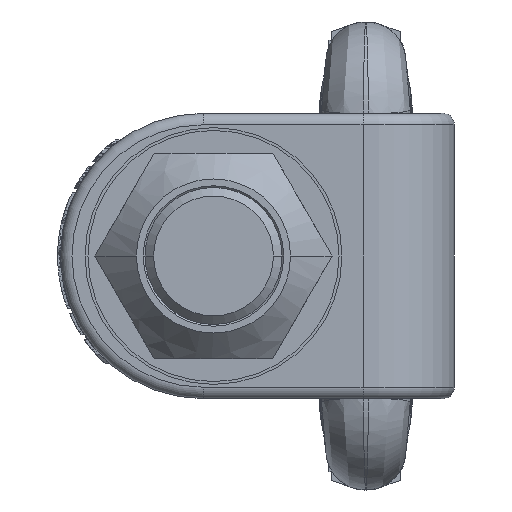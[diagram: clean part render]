
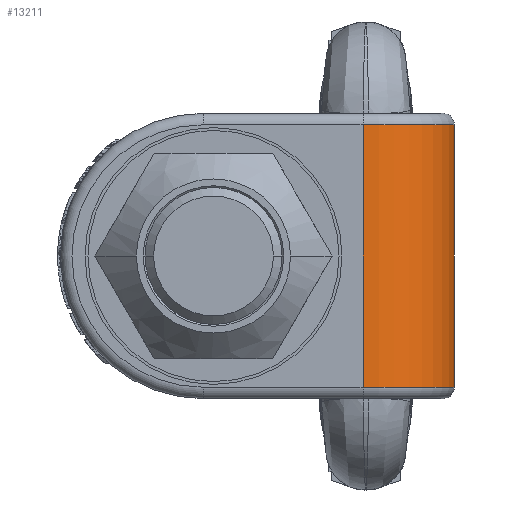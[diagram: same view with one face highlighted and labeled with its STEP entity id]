
A CAD part, front view. The second image highlights one B-rep face of the part: STEP entity #13211.
In plain terms, the highlighted cylindrical face has radius 16 mm (diameter 32 mm), a partial arc.
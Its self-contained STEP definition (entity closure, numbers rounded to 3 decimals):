
#6=DIRECTION('',(0.,0.,1.));
#7=VECTOR('',#6,46.);
#8=CARTESIAN_POINT('',(-18.,0.,-23.));
#9=LINE('',#8,#7);
#180=DIRECTION('',(0.,0.,-1.));
#181=VECTOR('',#180,46.);
#182=CARTESIAN_POINT('',(-18.,32.,23.));
#183=LINE('',#182,#181);
#5201=CARTESIAN_POINT('',(-18.,16.,23.));
#5202=DIRECTION('',(0.,0.,-1.));
#5203=DIRECTION('',(0.,1.,0.));
#5204=AXIS2_PLACEMENT_3D('',#5201,#5202,#5203);
#5206=CARTESIAN_POINT('',(-18.,16.,-23.));
#5207=DIRECTION('',(0.,0.,1.));
#5208=DIRECTION('',(0.,-1.,0.));
#5209=AXIS2_PLACEMENT_3D('',#5206,#5207,#5208);
#5368=CARTESIAN_POINT('',(-18.,32.,23.));
#5370=VERTEX_POINT('',#5368);
#5375=CARTESIAN_POINT('',(-18.,0.,23.));
#5376=VERTEX_POINT('',#5375);
#5387=CARTESIAN_POINT('',(-18.,0.,-23.));
#5388=VERTEX_POINT('',#5387);
#5391=CARTESIAN_POINT('',(-18.,32.,-23.));
#5392=VERTEX_POINT('',#5391);
#13200=CARTESIAN_POINT('',(-18.,16.,90.18));
#13201=DIRECTION('',(0.,0.,-1.));
#13202=DIRECTION('',(0.,1.,0.));
#13203=AXIS2_PLACEMENT_3D('',#13200,#13201,#13202);
#13204=CYLINDRICAL_SURFACE('',#13203,16.);
#13205=ORIENTED_EDGE('',*,*,#6695,.F.);
#13206=ORIENTED_EDGE('',*,*,#6726,.T.);
#13207=ORIENTED_EDGE('',*,*,#6556,.F.);
#13208=ORIENTED_EDGE('',*,*,#6490,.T.);
#13209=EDGE_LOOP('',(#13205,#13206,#13207,#13208));
#13210=FACE_OUTER_BOUND('',#13209,.F.);
#13211=ADVANCED_FACE('',(#13210),#13204,.T.);
#5205=CIRCLE('',#5204,16.);
#5210=CIRCLE('',#5209,16.);
#6490=EDGE_CURVE('',#5388,#5376,#9,.T.);
#6556=EDGE_CURVE('',#5388,#5392,#5210,.T.);
#6695=EDGE_CURVE('',#5370,#5376,#5205,.T.);
#6726=EDGE_CURVE('',#5370,#5392,#183,.T.);
